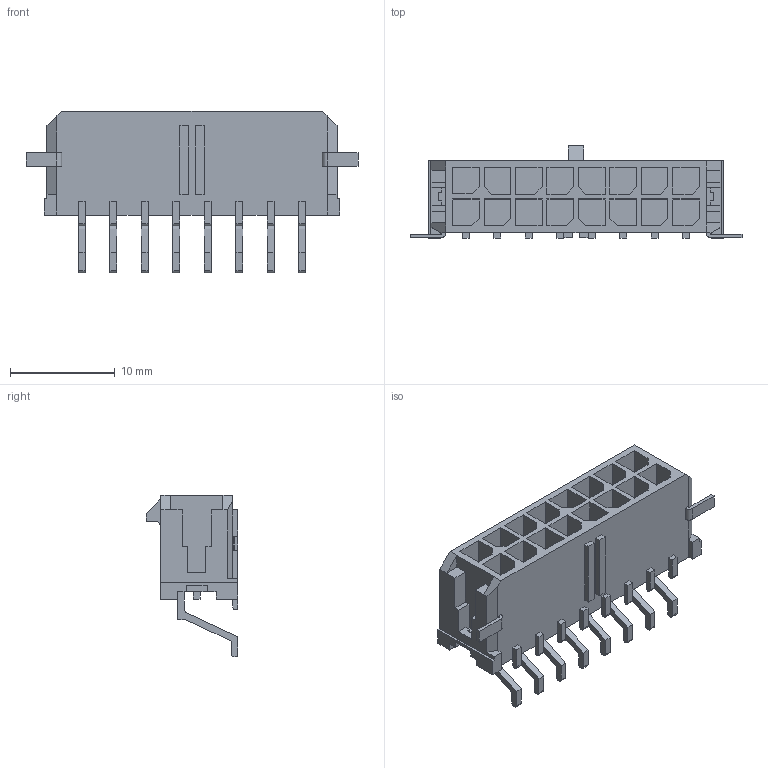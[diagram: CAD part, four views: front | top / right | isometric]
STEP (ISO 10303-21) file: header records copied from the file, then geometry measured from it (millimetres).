
FILE_DESCRIPTION((''),'2;1');
FILE_NAME('430451609','2012-06-27T',('gga'),(''),'PRO/ENGINEER BY PARAMETRIC TECHNOLOGY CORPORATION, 2011490','PRO/ENGINEER BY PARAMETRIC TECHNOLOGY CORPORATION, 2011490','');
FILE_SCHEMA(('CONFIG_CONTROL_DESIGN'));
Length unit declared in the file: millimetre
Products named in the file (1): 430451609
Bounding box: 31.65 x 8.77 x 15.4 mm (x, y, z)
Volume: 1113.1 mm3; surface area: 2531.1 mm2
Topology: 1 solids, 1 shells, 507 faces, 1443 edges, 961 vertices
Faces by surface type: plane 470, cylinder 37
Entity records: 16020 total; most frequent: CARTESIAN_POINT 2829, ORIENTED_EDGE 2724, DIRECTION 2533, VECTOR 1369, LINE 1369, EDGE_CURVE 1362, VERTEX_POINT 878, AXIS2_PLACEMENT_3D 582
